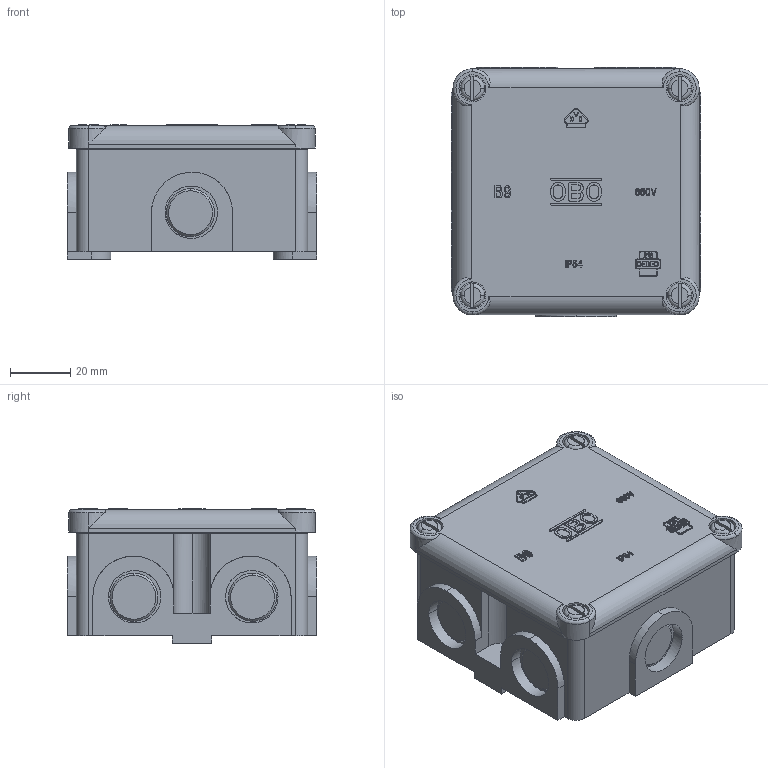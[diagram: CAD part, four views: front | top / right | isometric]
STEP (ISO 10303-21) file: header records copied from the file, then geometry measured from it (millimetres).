
FILE_DESCRIPTION(/* description */ (''),/* implementation_level */ '2;1');
FILE_NAME(/* name */ '2001632',/* time_stamp */ '2015-03-18T12:53:05+01:00',/* author */ (''),/* organization */ (''),/* preprocessor_version */ 'ST-DEVELOPER v15',/* originating_system */ '',/* authorisation */ '');
FILE_SCHEMA (('CONFIG_CONTROL_DESIGN'));
Length unit declared in the file: millimetre
Products named in the file (2): Document; Block 01
Assembly tree (1 placements, depth 2):
  Document
    Block 01
Bounding box: 83 x 83 x 44.8 mm (x, y, z)
Volume: 48499 mm3; surface area: 62955.4 mm2
Topology: 6 solids, 7 shells, 1378 faces, 3827 edges, 2534 vertices
Faces by surface type: plane 1103, bspline 275
Entity records: 48117 total; most frequent: CARTESIAN_POINT 22992, ORIENTED_EDGE 7646, EDGE_CURVE 3827, B_SPLINE_CURVE_WITH_KNOTS 3293, VERTEX_POINT 2533, EDGE_LOOP 1467, ADVANCED_FACE 1374, FACE_OUTER_BOUND 1374
